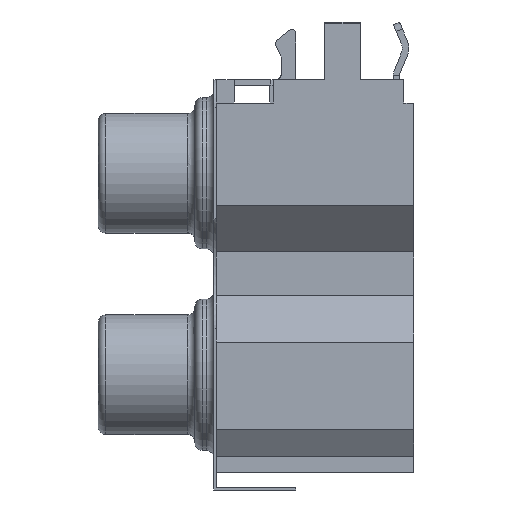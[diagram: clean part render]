
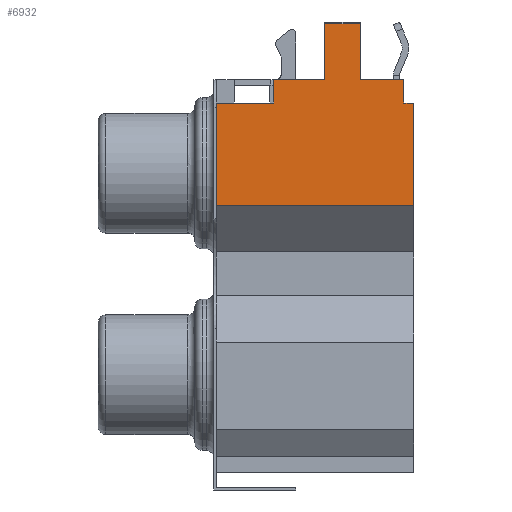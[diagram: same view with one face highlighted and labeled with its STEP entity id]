
A CAD part, left-side view. The second image highlights one B-rep face of the part: STEP entity #6932.
In plain terms, the highlighted planar face has unit normal (-1, 0, 0).
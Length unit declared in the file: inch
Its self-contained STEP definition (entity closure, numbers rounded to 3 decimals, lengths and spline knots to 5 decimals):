
#64 = LINE ( 'NONE', #2730, #8225 ) ;
#111 = LINE ( 'NONE', #1588, #3799 ) ;
#290 = EDGE_CURVE ( 'NONE', #6772, #7371, #3254, .T. ) ;
#322 = ORIENTED_EDGE ( 'NONE', *, *, #3039, .T. ) ;
#474 = CARTESIAN_POINT ( 'NONE',  ( -0.5345, -0.4017, 1.2745 ) ) ;
#622 = CARTESIAN_POINT ( 'NONE',  ( -0.5345, -0.3033, 1.026 ) ) ;
#781 = ORIENTED_EDGE ( 'NONE', *, *, #4101, .T. ) ;
#830 = LINE ( 'NONE', #2700, #8523 ) ;
#923 = CARTESIAN_POINT ( 'NONE',  ( -0.5345, -0.165, 1.122 ) ) ;
#932 = FACE_OUTER_BOUND ( 'NONE', #3427, .T. ) ;
#1073 = DIRECTION ( 'NONE',  ( 0., -1., 0. ) ) ;
#1207 = DIRECTION ( 'NONE',  ( 0., 0., 1. ) ) ;
#1280 = VECTOR ( 'NONE', #1527, 39.37008 ) ;
#1295 = VECTOR ( 'NONE', #3428, 39.37008 ) ;
#1296 = EDGE_CURVE ( 'NONE', #3899, #6772, #8875, .T. ) ;
#1485 = ORIENTED_EDGE ( 'NONE', *, *, #3518, .F. ) ;
#1513 = VECTOR ( 'NONE', #3244, 39.37008 ) ;
#1527 = DIRECTION ( 'NONE',  ( 0., 1., 0. ) ) ;
#1585 = ORIENTED_EDGE ( 'NONE', *, *, #5371, .T. ) ;
#1588 = CARTESIAN_POINT ( 'NONE',  ( -0.5345, -0.2775, 1.058 ) ) ;
#1665 = VECTOR ( 'NONE', #1073, 39.37008 ) ;
#1672 = EDGE_CURVE ( 'NONE', #6198, #9282, #830, .T. ) ;
#1766 = CARTESIAN_POINT ( 'NONE',  ( -0.5345, -0.008, 0.7775 ) ) ;
#2241 = CARTESIAN_POINT ( 'NONE',  ( -0.5345, -0.2775, 1.122 ) ) ;
#2325 = LINE ( 'NONE', #6976, #4031 ) ;
#2700 = CARTESIAN_POINT ( 'NONE',  ( -0.5345, -0.4017, 1.026 ) ) ;
#2702 = DIRECTION ( 'NONE',  ( -1., 0., 0. ) ) ;
#2730 = CARTESIAN_POINT ( 'NONE',  ( -0.5345, -0.547, 0.5525 ) ) ;
#2830 = CARTESIAN_POINT ( 'NONE',  ( -0.5345, -0.3033, 1.2745 ) ) ;
#2841 = LINE ( 'NONE', #4886, #6505 ) ;
#2862 = CARTESIAN_POINT ( 'NONE',  ( -0.5345, -0.3033, 1.122 ) ) ;
#2927 = VECTOR ( 'NONE', #6688, 39.37008 ) ;
#3039 = EDGE_CURVE ( 'NONE', #7500, #8254, #3460, .T. ) ;
#3080 = VERTEX_POINT ( 'NONE', #5503 ) ;
#3159 = VECTOR ( 'NONE', #1207, 39.37008 ) ;
#3192 = EDGE_CURVE ( 'NONE', #9282, #3621, #2325, .T. ) ;
#3244 = DIRECTION ( 'NONE',  ( 0., 0., -1. ) ) ;
#3254 = LINE ( 'NONE', #7903, #1295 ) ;
#3403 = CARTESIAN_POINT ( 'NONE',  ( -0.5345, 0.00278, 1.28444 ) ) ;
#3427 = EDGE_LOOP ( 'NONE', ( #5179, #781, #322, #5513, #1485, #4705, #5952, #1585, #6774, #6280, #8945, #8478 ) ) ;
#3428 = DIRECTION ( 'NONE',  ( 0., 0., -1. ) ) ;
#3433 = DIRECTION ( 'NONE',  ( 0., 1., 0. ) ) ;
#3460 = LINE ( 'NONE', #6144, #1513 ) ;
#3518 = EDGE_CURVE ( 'NONE', #6154, #3816, #64, .T. ) ;
#3621 = VERTEX_POINT ( 'NONE', #2830 ) ;
#3626 = LINE ( 'NONE', #8515, #1665 ) ;
#3799 = VECTOR ( 'NONE', #9050, 39.37008 ) ;
#3816 = VERTEX_POINT ( 'NONE', #4919 ) ;
#3863 = VECTOR ( 'NONE', #8792, 39.37008 ) ;
#3899 = VERTEX_POINT ( 'NONE', #2862 ) ;
#4031 = VECTOR ( 'NONE', #6200, 39.37008 ) ;
#4101 = EDGE_CURVE ( 'NONE', #7371, #7500, #2841, .T. ) ;
#4217 = EDGE_CURVE ( 'NONE', #3621, #3899, #6034, .T. ) ;
#4454 = CARTESIAN_POINT ( 'NONE',  ( -0.5345, -0.165, 1.058 ) ) ;
#4551 = CARTESIAN_POINT ( 'NONE',  ( -0.5345, -0.2775, 1.122 ) ) ;
#4664 = VERTEX_POINT ( 'NONE', #5382 ) ;
#4705 = ORIENTED_EDGE ( 'NONE', *, *, #7441, .T. ) ;
#4731 = EDGE_CURVE ( 'NONE', #8254, #3816, #3626, .T. ) ;
#4803 = EDGE_CURVE ( 'NONE', #3080, #4664, #6840, .T. ) ;
#4886 = CARTESIAN_POINT ( 'NONE',  ( -0.5345, -0.2775, 1.058 ) ) ;
#4919 = CARTESIAN_POINT ( 'NONE',  ( -0.5345, -0.547, 0.7775 ) ) ;
#5179 = ORIENTED_EDGE ( 'NONE', *, *, #290, .T. ) ;
#5371 = EDGE_CURVE ( 'NONE', #4664, #6198, #7185, .T. ) ;
#5382 = CARTESIAN_POINT ( 'NONE',  ( -0.5345, -0.52, 1.122 ) ) ;
#5503 = CARTESIAN_POINT ( 'NONE',  ( -0.5345, -0.52, 1.058 ) ) ;
#5513 = ORIENTED_EDGE ( 'NONE', *, *, #4731, .T. ) ;
#5617 = CARTESIAN_POINT ( 'NONE',  ( -0.5345, -0.52, 1.026 ) ) ;
#5952 = ORIENTED_EDGE ( 'NONE', *, *, #4803, .T. ) ;
#6034 = LINE ( 'NONE', #622, #3863 ) ;
#6131 = CARTESIAN_POINT ( 'NONE',  ( -0.5345, -0.008, 1.058 ) ) ;
#6136 = CARTESIAN_POINT ( 'NONE',  ( -0.5345, -0.4017, 1.122 ) ) ;
#6144 = CARTESIAN_POINT ( 'NONE',  ( -0.5345, -0.008, 1.026 ) ) ;
#6154 = VERTEX_POINT ( 'NONE', #8377 ) ;
#6198 = VERTEX_POINT ( 'NONE', #6136 ) ;
#6200 = DIRECTION ( 'NONE',  ( 0., 1., 0. ) ) ;
#6280 = ORIENTED_EDGE ( 'NONE', *, *, #3192, .T. ) ;
#6505 = VECTOR ( 'NONE', #3433, 39.37008 ) ;
#6688 = DIRECTION ( 'NONE',  ( 0., 1., 0. ) ) ;
#6772 = VERTEX_POINT ( 'NONE', #923 ) ;
#6774 = ORIENTED_EDGE ( 'NONE', *, *, #1672, .T. ) ;
#6840 = LINE ( 'NONE', #5617, #3159 ) ;
#6932 = ADVANCED_FACE ( 'NONE', ( #932 ), #7126, .T. ) ;
#6976 = CARTESIAN_POINT ( 'NONE',  ( -0.5345, -0.2775, 1.2745 ) ) ;
#7126 = PLANE ( 'NONE',  #9254 ) ;
#7185 = LINE ( 'NONE', #2241, #1280 ) ;
#7371 = VERTEX_POINT ( 'NONE', #4454 ) ;
#7441 = EDGE_CURVE ( 'NONE', #6154, #3080, #111, .T. ) ;
#7500 = VERTEX_POINT ( 'NONE', #6131 ) ;
#7903 = CARTESIAN_POINT ( 'NONE',  ( -0.5345, -0.165, 1.09 ) ) ;
#7909 = DIRECTION ( 'NONE',  ( 0., 0., -1. ) ) ;
#7937 = DIRECTION ( 'NONE',  ( 0., 0., -1. ) ) ;
#8225 = VECTOR ( 'NONE', #7937, 39.37008 ) ;
#8254 = VERTEX_POINT ( 'NONE', #1766 ) ;
#8377 = CARTESIAN_POINT ( 'NONE',  ( -0.5345, -0.547, 1.058 ) ) ;
#8478 = ORIENTED_EDGE ( 'NONE', *, *, #1296, .T. ) ;
#8515 = CARTESIAN_POINT ( 'NONE',  ( -0.5345, -0.2775, 0.7775 ) ) ;
#8523 = VECTOR ( 'NONE', #9398, 39.37008 ) ;
#8792 = DIRECTION ( 'NONE',  ( 0., 0., -1. ) ) ;
#8875 = LINE ( 'NONE', #4551, #2927 ) ;
#8945 = ORIENTED_EDGE ( 'NONE', *, *, #4217, .T. ) ;
#9050 = DIRECTION ( 'NONE',  ( 0., 1., 0. ) ) ;
#9254 = AXIS2_PLACEMENT_3D ( 'NONE', #3403, #2702, #7909 ) ;
#9282 = VERTEX_POINT ( 'NONE', #474 ) ;
#9398 = DIRECTION ( 'NONE',  ( 0., 0., 1. ) ) ;
